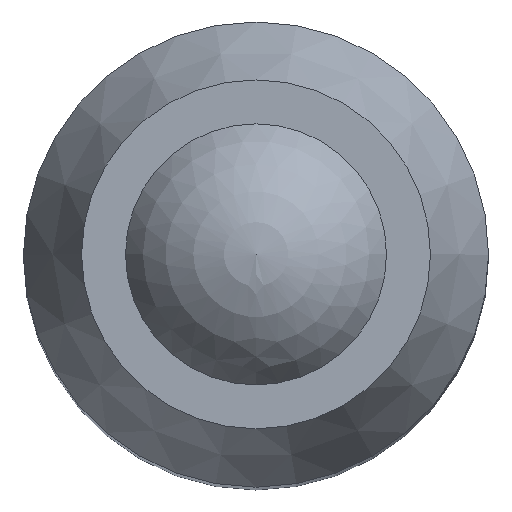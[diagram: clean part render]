
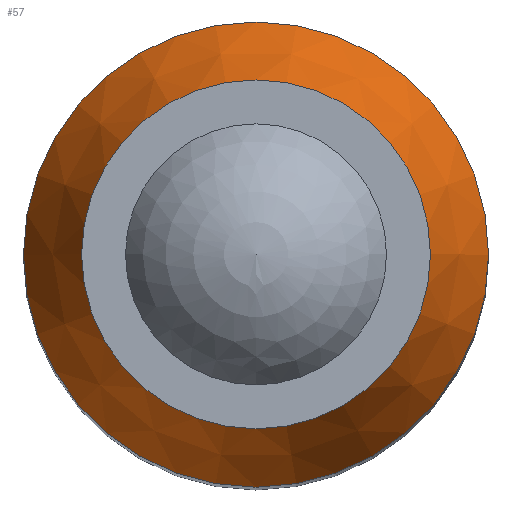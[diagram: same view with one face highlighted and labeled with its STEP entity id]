
A CAD part, top view. The second image highlights one B-rep face of the part: STEP entity #57.
In plain terms, the highlighted conical face has half-angle 24.444 degrees and reference radius 2 mm.
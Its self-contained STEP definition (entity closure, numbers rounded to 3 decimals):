
#57 = ADVANCED_FACE( '', ( #122, #123 ), #124, .T. );
#122 = FACE_BOUND( '', #193, .T. );
#123 = FACE_OUTER_BOUND( '', #194, .T. );
#124 = CONICAL_SURFACE( '', #195, 2., 0.427 );
#193 = EDGE_LOOP( '', ( #294 ) );
#194 = EDGE_LOOP( '', ( #295 ) );
#195 = AXIS2_PLACEMENT_3D( '', #296, #297, #298 );
#294 = ORIENTED_EDGE( '', *, *, #415, .T. );
#295 = ORIENTED_EDGE( '', *, *, #416, .F. );
#296 = CARTESIAN_POINT( '', ( 0., 0., 14.2 ) );
#297 = DIRECTION( '', ( 0., 0., -1. ) );
#298 = DIRECTION( '', ( -1., 0., 0. ) );
#415 = EDGE_CURVE( '', #489, #489, #490, .T. );
#416 = EDGE_CURVE( '', #491, #491, #492, .T. );
#489 = VERTEX_POINT( '', #583 );
#490 = CIRCLE( '', #584, 1.5 );
#491 = VERTEX_POINT( '', #585 );
#492 = CIRCLE( '', #586, 2. );
#583 = CARTESIAN_POINT( '', ( -1.5, 0., 15.3 ) );
#584 = AXIS2_PLACEMENT_3D( '', #656, #657, #658 );
#585 = CARTESIAN_POINT( '', ( -2., 0., 14.2 ) );
#586 = AXIS2_PLACEMENT_3D( '', #659, #660, #661 );
#656 = CARTESIAN_POINT( '', ( 0., 0., 15.3 ) );
#657 = DIRECTION( '', ( 0., 0., -1. ) );
#658 = DIRECTION( '', ( -1., 0., 0. ) );
#659 = CARTESIAN_POINT( '', ( 0., 0., 14.2 ) );
#660 = DIRECTION( '', ( 0., 0., -1. ) );
#661 = DIRECTION( '', ( -1., 0., 0. ) );
